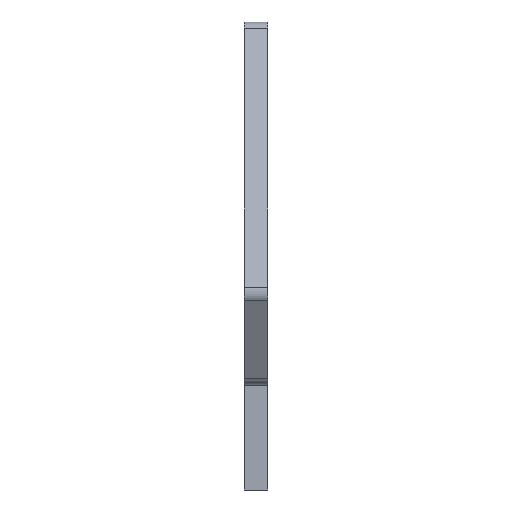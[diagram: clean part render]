
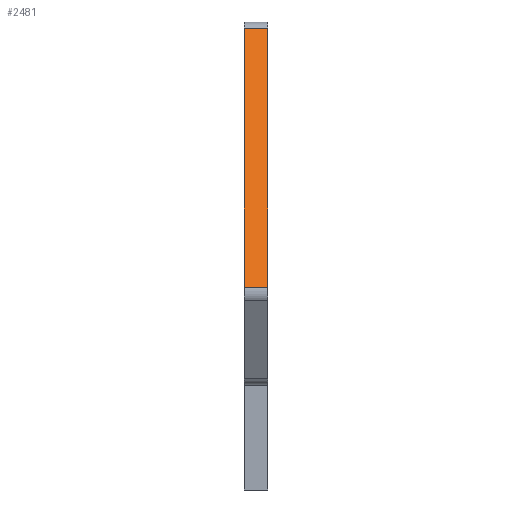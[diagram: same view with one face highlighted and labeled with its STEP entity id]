
A CAD part, left-side view. The second image highlights one B-rep face of the part: STEP entity #2481.
In plain terms, the highlighted planar face has unit normal (-0.866, 0, 0.5).
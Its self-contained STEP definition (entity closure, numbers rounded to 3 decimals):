
#19 = EDGE_CURVE ( 'NONE', #4250, #3172, #2396, .T. ) ;
#839 = EDGE_CURVE ( 'NONE', #4574, #3172, #9068, .T. ) ;
#2230 = DIRECTION ( 'NONE',  ( 0.5, 0., 0.866 ) ) ;
#2396 = LINE ( 'NONE', #14504, #13795 ) ;
#2444 = CARTESIAN_POINT ( 'NONE',  ( -101.877, 0., 58.819 ) ) ;
#2481 = ADVANCED_FACE ( 'NONE', ( #8851 ), #9558, .F. ) ;
#2520 = ORIENTED_EDGE ( 'NONE', *, *, #12402, .T. ) ;
#2526 = VERTEX_POINT ( 'NONE', #14620 ) ;
#2626 = DIRECTION ( 'NONE',  ( -0.5, 0., -0.866 ) ) ;
#3172 = VERTEX_POINT ( 'NONE', #10509 ) ;
#4122 = DIRECTION ( 'NONE',  ( 0.5, 0., 0.866 ) ) ;
#4250 = VERTEX_POINT ( 'NONE', #14425 ) ;
#4472 = CARTESIAN_POINT ( 'NONE',  ( -43.887, 18., 159.26 ) ) ;
#4574 = VERTEX_POINT ( 'NONE', #7075 ) ;
#4748 = ORIENTED_EDGE ( 'NONE', *, *, #19, .F. ) ;
#5184 = VECTOR ( 'NONE', #9187, 1000. ) ;
#5190 = DIRECTION ( 'NONE',  ( 0.866, 0., -0.5 ) ) ;
#5870 = VECTOR ( 'NONE', #2230, 1000. ) ;
#5894 = DIRECTION ( 'NONE',  ( 0., 1., 0. ) ) ;
#7075 = CARTESIAN_POINT ( 'NONE',  ( -43.887, 0., 159.26 ) ) ;
#7568 = AXIS2_PLACEMENT_3D ( 'NONE', #8635, #5190, #2626 ) ;
#7971 = CARTESIAN_POINT ( 'NONE',  ( -159.867, 0., -41.623 ) ) ;
#8635 = CARTESIAN_POINT ( 'NONE',  ( -101.877, 18., 58.819 ) ) ;
#8851 = FACE_OUTER_BOUND ( 'NONE', #12789, .T. ) ;
#8945 = LINE ( 'NONE', #2444, #5870 ) ;
#9068 = LINE ( 'NONE', #4472, #12291 ) ;
#9187 = DIRECTION ( 'NONE',  ( 0., -1., 0. ) ) ;
#9558 = PLANE ( 'NONE',  #7568 ) ;
#9649 = ORIENTED_EDGE ( 'NONE', *, *, #839, .T. ) ;
#10509 = CARTESIAN_POINT ( 'NONE',  ( -43.887, 18., 159.26 ) ) ;
#10512 = EDGE_CURVE ( 'NONE', #2526, #4574, #8945, .T. ) ;
#12291 = VECTOR ( 'NONE', #5894, 1000. ) ;
#12402 = EDGE_CURVE ( 'NONE', #4250, #2526, #12779, .T. ) ;
#12779 = LINE ( 'NONE', #7971, #5184 ) ;
#12789 = EDGE_LOOP ( 'NONE', ( #14494, #9649, #4748, #2520 ) ) ;
#13795 = VECTOR ( 'NONE', #4122, 1000. ) ;
#14425 = CARTESIAN_POINT ( 'NONE',  ( -159.867, 18., -41.623 ) ) ;
#14494 = ORIENTED_EDGE ( 'NONE', *, *, #10512, .T. ) ;
#14504 = CARTESIAN_POINT ( 'NONE',  ( -101.877, 18., 58.819 ) ) ;
#14620 = CARTESIAN_POINT ( 'NONE',  ( -159.867, 0., -41.623 ) ) ;
